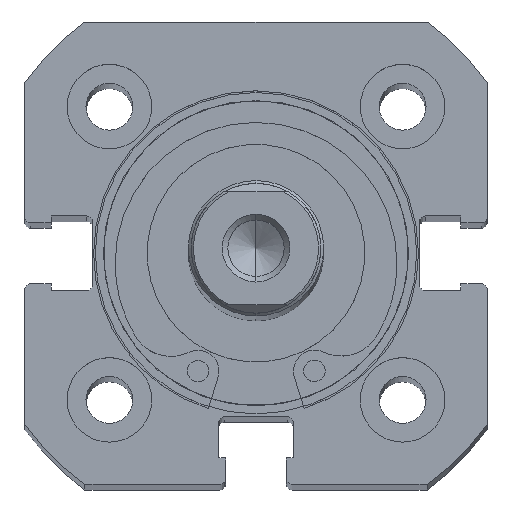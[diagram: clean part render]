
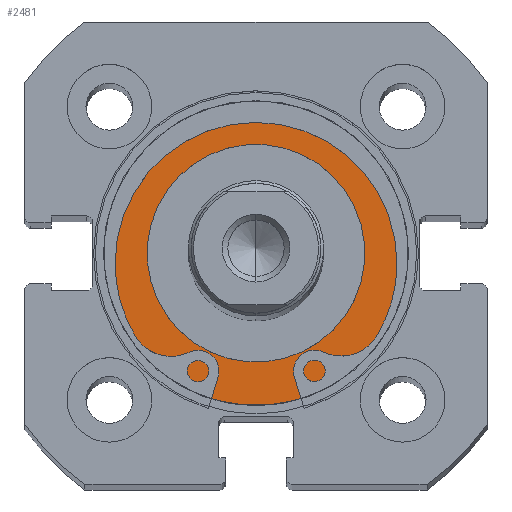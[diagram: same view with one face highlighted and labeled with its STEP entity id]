
A CAD part, top view. The second image highlights one B-rep face of the part: STEP entity #2481.
In plain terms, the highlighted face is planar.
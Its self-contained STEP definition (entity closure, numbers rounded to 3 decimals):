
#1020 = EDGE_LOOP ( 'NONE', ( #1045, #1048 ) ) ;
#1042 = ORIENTED_EDGE ( 'NONE', *, *, #1507, .T. ) ;
#1045 = ORIENTED_EDGE ( 'NONE', *, *, #1547, .F. ) ;
#1048 = ORIENTED_EDGE ( 'NONE', *, *, #1529, .F. ) ;
#1066 = ORIENTED_EDGE ( 'NONE', *, *, #1530, .T. ) ;
#1142 = EDGE_LOOP ( 'NONE', ( #1042, #1066 ) ) ;
#1507 = EDGE_CURVE ( 'NONE', #6092, #6036, #2847, .T. ) ;
#1529 = EDGE_CURVE ( 'NONE', #6096, #6041, #2876, .T. ) ;
#1530 = EDGE_CURVE ( 'NONE', #6036, #6092, #2877, .T. ) ;
#1547 = EDGE_CURVE ( 'NONE', #6041, #6096, #2901, .T. ) ;
#1950 = AXIS2_PLACEMENT_3D ( 'NONE', #5917, #5899, #5898 ) ;
#1962 = AXIS2_PLACEMENT_3D ( 'NONE', #5822, #5819, #5818 ) ;
#1963 = AXIS2_PLACEMENT_3D ( 'NONE', #5827, #5816, #5815 ) ;
#1973 = AXIS2_PLACEMENT_3D ( 'NONE', #5747, #5746, #5745 ) ;
#2160 = AXIS2_PLACEMENT_3D ( 'NONE', #4273, #4275, #4276 ) ;
#2481 = ADVANCED_FACE ( 'NONE', ( #3515, #3522 ), #4274, .F. ) ;
#2847 = CIRCLE ( 'NONE', #1950, 13.5 ) ;
#2876 = CIRCLE ( 'NONE', #1962, 9.65 ) ;
#2877 = CIRCLE ( 'NONE', #1963, 13.5 ) ;
#2901 = CIRCLE ( 'NONE', #1973, 9.65 ) ;
#3515 = FACE_BOUND ( 'NONE', #1020, .T. ) ;
#3522 = FACE_OUTER_BOUND ( 'NONE', #1142, .T. ) ;
#4273 = CARTESIAN_POINT ( 'NONE',  ( 2., 13.5, 0. ) ) ;
#4274 = PLANE ( 'NONE',  #2160 ) ;
#4275 = DIRECTION ( 'NONE',  ( 1., 0., 0. ) ) ;
#4276 = DIRECTION ( 'NONE',  ( 0., 0., -1. ) ) ;
#5365 = CARTESIAN_POINT ( 'NONE',  ( 2., 0., -13.5 ) ) ;
#5366 = CARTESIAN_POINT ( 'NONE',  ( 2., 0., 9.65 ) ) ;
#5387 = CARTESIAN_POINT ( 'NONE',  ( 2., 0., 13.5 ) ) ;
#5391 = CARTESIAN_POINT ( 'NONE',  ( 2., 0., -9.65 ) ) ;
#5745 = DIRECTION ( 'NONE',  ( 0., 0., 1. ) ) ;
#5746 = DIRECTION ( 'NONE',  ( -1., 0., 0. ) ) ;
#5747 = CARTESIAN_POINT ( 'NONE',  ( 2., 0., 0. ) ) ;
#5815 = DIRECTION ( 'NONE',  ( 0., 0., 1. ) ) ;
#5816 = DIRECTION ( 'NONE',  ( -1., 0., 0. ) ) ;
#5818 = DIRECTION ( 'NONE',  ( 0., 0., 1. ) ) ;
#5819 = DIRECTION ( 'NONE',  ( -1., 0., 0. ) ) ;
#5822 = CARTESIAN_POINT ( 'NONE',  ( 2., 0., 0. ) ) ;
#5827 = CARTESIAN_POINT ( 'NONE',  ( 2., 0., 0. ) ) ;
#5898 = DIRECTION ( 'NONE',  ( 0., 0., 1. ) ) ;
#5899 = DIRECTION ( 'NONE',  ( -1., 0., 0. ) ) ;
#5917 = CARTESIAN_POINT ( 'NONE',  ( 2., 0., 0. ) ) ;
#6036 = VERTEX_POINT ( 'NONE', #5365 ) ;
#6041 = VERTEX_POINT ( 'NONE', #5366 ) ;
#6092 = VERTEX_POINT ( 'NONE', #5387 ) ;
#6096 = VERTEX_POINT ( 'NONE', #5391 ) ;
